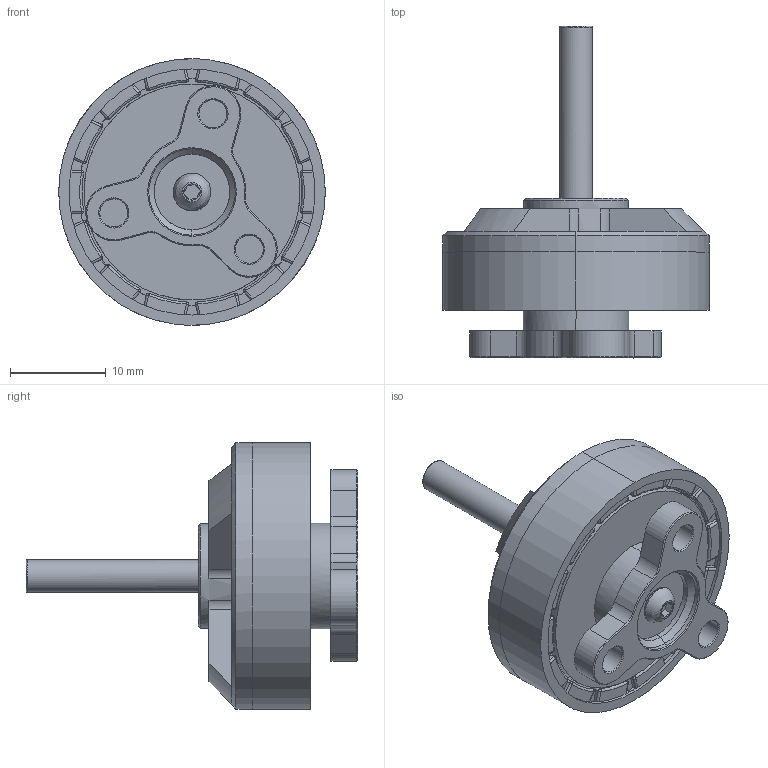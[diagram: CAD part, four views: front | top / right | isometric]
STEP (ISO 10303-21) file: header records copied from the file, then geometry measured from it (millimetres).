
FILE_DESCRIPTION(('FreeCAD Model'),'2;1');
FILE_NAME('Open CASCADE Shape Model','2025-05-02T17:20:13',('FreeCAD'),( 'FreeCAD'),'Open CASCADE STEP processor 7.6','FreeCAD','Unknown');
FILE_SCHEMA(('AUTOMOTIVE_DESIGN { 1 0 10303 214 1 1 1 1 }'));
Length unit declared in the file: millimetre
Products named in the file (1): Open CASCADE STEP translator 7.6 1
Bounding box: 27.79 x 34.59 x 27.79 mm (x, y, z)
Volume: 4828.8 mm3; surface area: 7117.9 mm2
Topology: 22 solids, 22 shells, 661 faces, 1527 edges, 807 vertices
Faces by surface type: bspline 661
Entity records: 20840 total; most frequent: CARTESIAN_POINT 12878, ORIENTED_EDGE 2830, EDGE_CURVE 1415, VERTEX_POINT 807, FACE_BOUND 702, EDGE_LOOP 702, ADVANCED_FACE 661, B_SPLINE_CURVE_WITH_KNOTS 603
